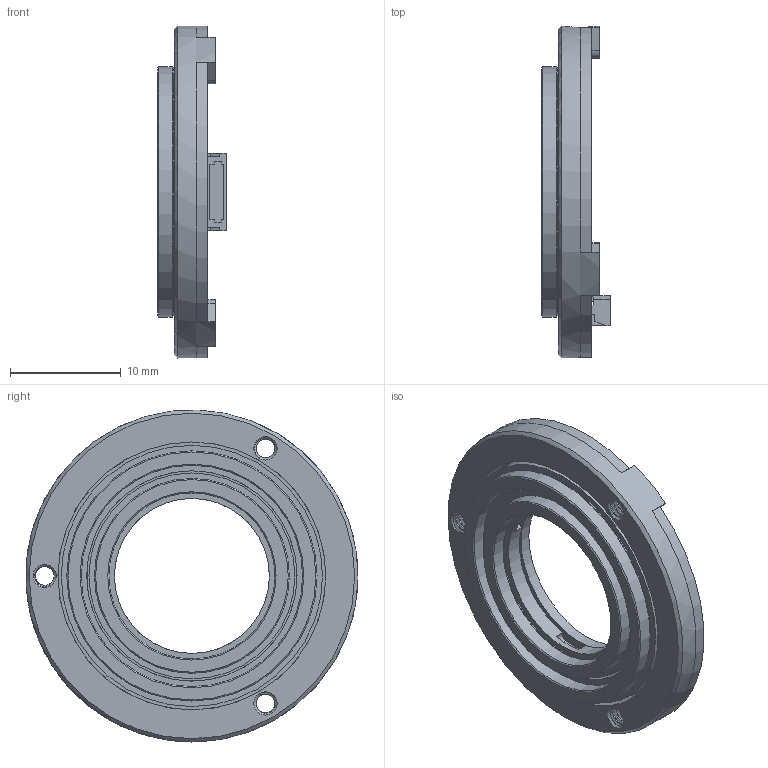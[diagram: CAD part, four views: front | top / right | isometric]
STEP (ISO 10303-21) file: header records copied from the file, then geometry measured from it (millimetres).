
FILE_DESCRIPTION (( 'STEP AP214' ), '1' );
FILE_NAME ('DPT-15B-20B-30.step', '2024-12-08T15:41:57', ( '' ), ( '' ), 'SwSTEP 2.0', 'SolidWorks 2022', '' );
FILE_SCHEMA (( 'AUTOMOTIVE_DESIGN' ));
Length unit declared in the file: millimetre
Products named in the file (1): DPT-15B-20B-30
Bounding box: 6.2 x 29.98 x 29.99 mm (x, y, z)
Volume: 1627.4 mm3; surface area: 3717.3 mm2
Topology: 7 solids, 7 shells, 521 faces, 1389 edges, 917 vertices
Faces by surface type: plane 275, bspline 160, cylinder 71, cone 15
Full cylindrical faces by diameter (mm): 14 x1, 14.8 x1, 15 x1, 15.2 x1, 16.2 x2, 17.4 x1, 17.6 x1, 17.8 x2, 18.6 x1, 19 x1, 20 x1, 20.2 x1, 21.2 x2, 22.4 x1, 22.6 x1, 22.8 x2, 23.6 x1, 24.2 x1, 30 x1
Entity records: 23704 total; most frequent: CARTESIAN_POINT 8382, ORIENTED_EDGE 2682, DIRECTION 1916, EDGE_CURVE 1341, VERTEX_POINT 907, VECTOR 830, LINE 830, EDGE_LOOP 612
